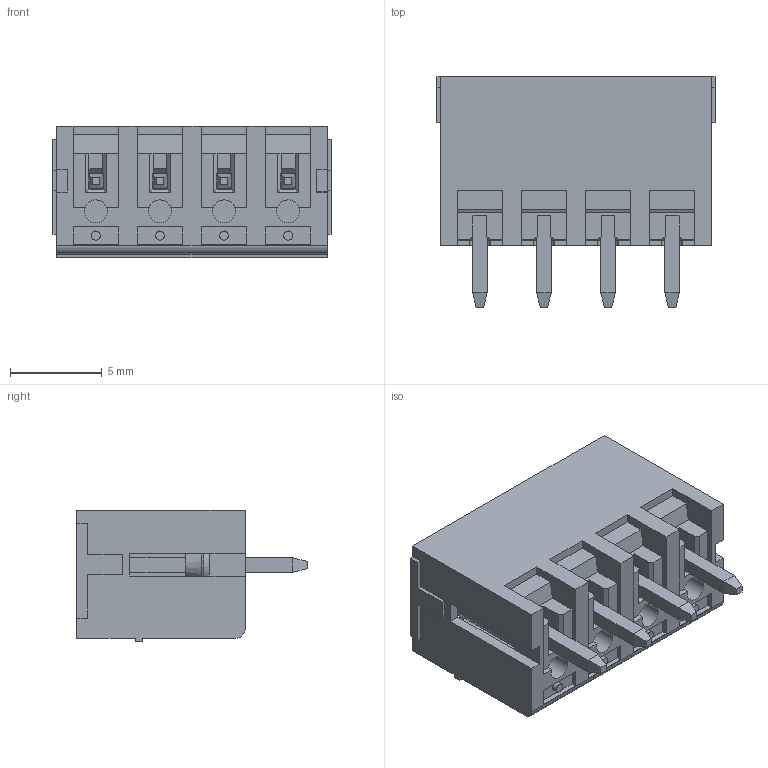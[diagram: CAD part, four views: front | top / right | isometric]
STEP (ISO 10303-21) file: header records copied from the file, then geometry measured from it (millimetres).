
FILE_DESCRIPTION (( 'STEP AP214' ), '1' );
FILE_NAME ('CUI_DEVICES_TBP03R2-350-04GR.step', '2021-12-16T01:26:13', ( '' ), ( '' ), 'SwSTEP 2.0', 'SolidWorks 2021', '' );
FILE_SCHEMA (( 'AUTOMOTIVE_DESIGN' ));
Length unit declared in the file: millimetre
Products named in the file (1): CUI_DEVICES_TBP03R2-350-04GR
Bounding box: 15.2 x 12.6 x 7.2 mm (x, y, z)
Volume: 454.8 mm3; surface area: 1436.2 mm2
Topology: 1 solids, 1 shells, 367 faces, 1003 edges, 654 vertices
Faces by surface type: plane 310, cylinder 41, cone 16
Entity records: 12289 total; most frequent: CARTESIAN_POINT 2101, ORIENTED_EDGE 2006, DIRECTION 1833, EDGE_CURVE 1003, LINE 869, VECTOR 869, VERTEX_POINT 654, AXIS2_PLACEMENT_3D 482
